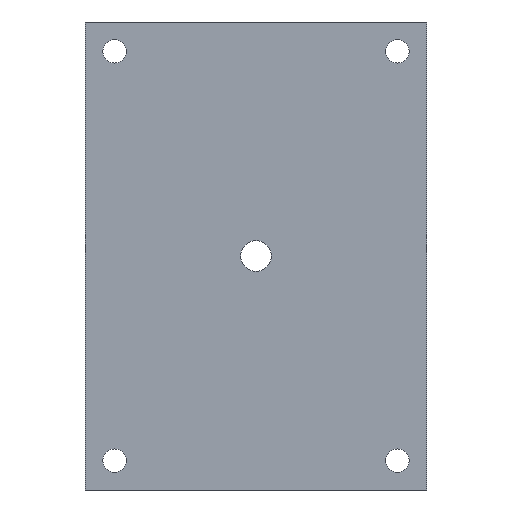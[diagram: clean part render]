
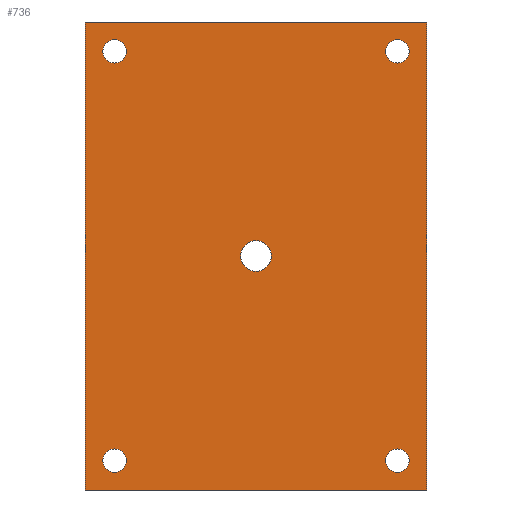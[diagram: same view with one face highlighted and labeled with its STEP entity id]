
A CAD part, left-side view. The second image highlights one B-rep face of the part: STEP entity #736.
In plain terms, the highlighted planar face has unit normal (-1, 0, 0).
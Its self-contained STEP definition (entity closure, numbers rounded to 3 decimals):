
#60=CARTESIAN_POINT('Vertex',(0.,-31.413,42.)) ;
#65=CARTESIAN_POINT('Axis2P3D Location',(0.,-29.,42.)) ;
#69=CARTESIAN_POINT('Vertex',(0.,-26.587,42.)) ;
#228=CARTESIAN_POINT('Axis2P3D Location',(0.,-29.,42.)) ;
#249=CARTESIAN_POINT('Vertex',(0.,35.,48.)) ;
#252=CARTESIAN_POINT('Line Origine',(0.,0.,48.)) ;
#256=CARTESIAN_POINT('Vertex',(0.,-35.,48.)) ;
#276=CARTESIAN_POINT('Line Origine',(0.,-35.,0.)) ;
#280=CARTESIAN_POINT('Vertex',(0.,-35.,-48.)) ;
#300=CARTESIAN_POINT('Line Origine',(0.,0.,-48.)) ;
#304=CARTESIAN_POINT('Vertex',(0.,35.,-48.)) ;
#324=CARTESIAN_POINT('Line Origine',(0.,35.,0.)) ;
#341=CARTESIAN_POINT('Axis2P3D Location',(0.,0.,0.)) ;
#345=CARTESIAN_POINT('Vertex',(0.,3.175,0.)) ;
#347=CARTESIAN_POINT('Vertex',(0.,-3.175,0.)) ;
#376=CARTESIAN_POINT('Axis2P3D Location',(0.,0.,0.)) ;
#585=CARTESIAN_POINT('Vertex',(0.,26.587,42.)) ;
#588=CARTESIAN_POINT('Axis2P3D Location',(0.,29.,42.)) ;
#592=CARTESIAN_POINT('Vertex',(0.,31.413,42.)) ;
#607=CARTESIAN_POINT('Axis2P3D Location',(0.,29.,42.)) ;
#628=CARTESIAN_POINT('Vertex',(0.,26.587,-42.)) ;
#631=CARTESIAN_POINT('Axis2P3D Location',(0.,29.,-42.)) ;
#635=CARTESIAN_POINT('Vertex',(0.,31.413,-42.)) ;
#650=CARTESIAN_POINT('Axis2P3D Location',(0.,29.,-42.)) ;
#671=CARTESIAN_POINT('Vertex',(0.,-31.413,-42.)) ;
#674=CARTESIAN_POINT('Axis2P3D Location',(0.,-29.,-42.)) ;
#678=CARTESIAN_POINT('Vertex',(0.,-26.587,-42.)) ;
#693=CARTESIAN_POINT('Axis2P3D Location',(0.,-29.,-42.)) ;
#705=CARTESIAN_POINT('Axis2P3D Location',(0.,0.,0.)) ;
#66=DIRECTION('Axis2P3D Direction',(-1.,0.,-0.)) ;
#229=DIRECTION('Axis2P3D Direction',(-1.,0.,-0.)) ;
#253=DIRECTION('Vector Direction',(0.,1.,0.)) ;
#277=DIRECTION('Vector Direction',(0.,0.,1.)) ;
#301=DIRECTION('Vector Direction',(0.,-1.,0.)) ;
#325=DIRECTION('Vector Direction',(0.,0.,-1.)) ;
#342=DIRECTION('Axis2P3D Direction',(1.,0.,0.)) ;
#377=DIRECTION('Axis2P3D Direction',(1.,0.,0.)) ;
#589=DIRECTION('Axis2P3D Direction',(-1.,0.,-0.)) ;
#608=DIRECTION('Axis2P3D Direction',(-1.,0.,-0.)) ;
#632=DIRECTION('Axis2P3D Direction',(-1.,0.,-0.)) ;
#651=DIRECTION('Axis2P3D Direction',(-1.,0.,-0.)) ;
#675=DIRECTION('Axis2P3D Direction',(-1.,0.,-0.)) ;
#694=DIRECTION('Axis2P3D Direction',(-1.,0.,-0.)) ;
#706=DIRECTION('Axis2P3D Direction',(1.,0.,0.)) ;
#707=DIRECTION('Axis2P3D XDirection',(0.,1.,0.)) ;
#67=AXIS2_PLACEMENT_3D('Circle Axis2P3D',#65,#66,$) ;
#230=AXIS2_PLACEMENT_3D('Circle Axis2P3D',#228,#229,$) ;
#343=AXIS2_PLACEMENT_3D('Circle Axis2P3D',#341,#342,$) ;
#378=AXIS2_PLACEMENT_3D('Circle Axis2P3D',#376,#377,$) ;
#590=AXIS2_PLACEMENT_3D('Circle Axis2P3D',#588,#589,$) ;
#609=AXIS2_PLACEMENT_3D('Circle Axis2P3D',#607,#608,$) ;
#633=AXIS2_PLACEMENT_3D('Circle Axis2P3D',#631,#632,$) ;
#652=AXIS2_PLACEMENT_3D('Circle Axis2P3D',#650,#651,$) ;
#676=AXIS2_PLACEMENT_3D('Circle Axis2P3D',#674,#675,$) ;
#695=AXIS2_PLACEMENT_3D('Circle Axis2P3D',#693,#694,$) ;
#708=AXIS2_PLACEMENT_3D('Plane Axis2P3D',#705,#706,#707) ;
#711=ORIENTED_EDGE('',*,*,#328,.F.) ;
#712=ORIENTED_EDGE('',*,*,#306,.F.) ;
#713=ORIENTED_EDGE('',*,*,#282,.F.) ;
#714=ORIENTED_EDGE('',*,*,#258,.F.) ;
#717=ORIENTED_EDGE('',*,*,#71,.T.) ;
#718=ORIENTED_EDGE('',*,*,#232,.T.) ;
#721=ORIENTED_EDGE('',*,*,#680,.T.) ;
#722=ORIENTED_EDGE('',*,*,#697,.T.) ;
#725=ORIENTED_EDGE('',*,*,#637,.T.) ;
#726=ORIENTED_EDGE('',*,*,#654,.T.) ;
#729=ORIENTED_EDGE('',*,*,#594,.T.) ;
#730=ORIENTED_EDGE('',*,*,#611,.T.) ;
#733=ORIENTED_EDGE('',*,*,#380,.T.) ;
#734=ORIENTED_EDGE('',*,*,#349,.T.) ;
#719=FACE_BOUND('',#716,.T.) ;
#723=FACE_BOUND('',#720,.T.) ;
#727=FACE_BOUND('',#724,.T.) ;
#731=FACE_BOUND('',#728,.T.) ;
#735=FACE_BOUND('',#732,.T.) ;
#254=VECTOR('Line Direction',#253,1.) ;
#278=VECTOR('Line Direction',#277,1.) ;
#302=VECTOR('Line Direction',#301,1.) ;
#326=VECTOR('Line Direction',#325,1.) ;
#736=ADVANCED_FACE('Corps principal',(#715,#719,#723,#727,#731,#735),#709,.F.) ;
#68=CIRCLE('generated circle',#67,2.413) ;
#231=CIRCLE('generated circle',#230,2.413) ;
#344=CIRCLE('generated circle',#343,3.175) ;
#379=CIRCLE('generated circle',#378,3.175) ;
#591=CIRCLE('generated circle',#590,2.413) ;
#610=CIRCLE('generated circle',#609,2.413) ;
#634=CIRCLE('generated circle',#633,2.413) ;
#653=CIRCLE('generated circle',#652,2.413) ;
#677=CIRCLE('generated circle',#676,2.413) ;
#696=CIRCLE('generated circle',#695,2.413) ;
#71=EDGE_CURVE('',#70,#61,#68,.F.) ;
#232=EDGE_CURVE('',#61,#70,#231,.F.) ;
#258=EDGE_CURVE('',#250,#257,#255,.F.) ;
#282=EDGE_CURVE('',#257,#281,#279,.F.) ;
#306=EDGE_CURVE('',#281,#305,#303,.F.) ;
#328=EDGE_CURVE('',#305,#250,#327,.F.) ;
#349=EDGE_CURVE('',#346,#348,#344,.T.) ;
#380=EDGE_CURVE('',#348,#346,#379,.T.) ;
#594=EDGE_CURVE('',#593,#586,#591,.F.) ;
#611=EDGE_CURVE('',#586,#593,#610,.F.) ;
#637=EDGE_CURVE('',#636,#629,#634,.F.) ;
#654=EDGE_CURVE('',#629,#636,#653,.F.) ;
#680=EDGE_CURVE('',#679,#672,#677,.F.) ;
#697=EDGE_CURVE('',#672,#679,#696,.F.) ;
#710=EDGE_LOOP('',(#711,#712,#713,#714)) ;
#716=EDGE_LOOP('',(#717,#718)) ;
#720=EDGE_LOOP('',(#721,#722)) ;
#724=EDGE_LOOP('',(#725,#726)) ;
#728=EDGE_LOOP('',(#729,#730)) ;
#732=EDGE_LOOP('',(#733,#734)) ;
#715=FACE_OUTER_BOUND('',#710,.T.) ;
#255=LINE('Line',#252,#254) ;
#279=LINE('Line',#276,#278) ;
#303=LINE('Line',#300,#302) ;
#327=LINE('Line',#324,#326) ;
#709=PLANE('',#708) ;
#61=VERTEX_POINT('',#60) ;
#70=VERTEX_POINT('',#69) ;
#250=VERTEX_POINT('',#249) ;
#257=VERTEX_POINT('',#256) ;
#281=VERTEX_POINT('',#280) ;
#305=VERTEX_POINT('',#304) ;
#346=VERTEX_POINT('',#345) ;
#348=VERTEX_POINT('',#347) ;
#586=VERTEX_POINT('',#585) ;
#593=VERTEX_POINT('',#592) ;
#629=VERTEX_POINT('',#628) ;
#636=VERTEX_POINT('',#635) ;
#672=VERTEX_POINT('',#671) ;
#679=VERTEX_POINT('',#678) ;
